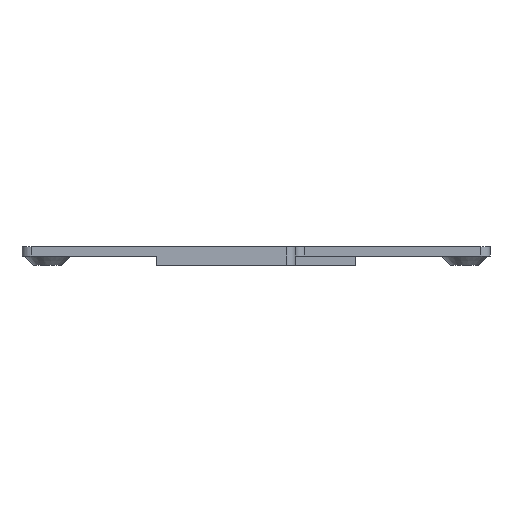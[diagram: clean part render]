
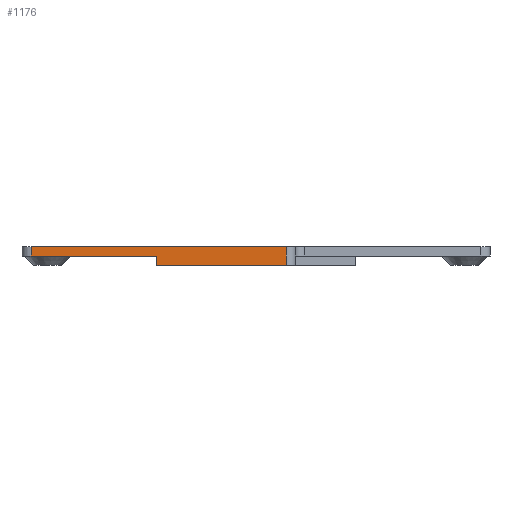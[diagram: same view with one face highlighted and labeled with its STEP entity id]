
A CAD part, front view. The second image highlights one B-rep face of the part: STEP entity #1176.
In plain terms, the highlighted planar face has unit normal (0, -1, 0).
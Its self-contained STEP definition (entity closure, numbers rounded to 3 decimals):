
#14 = AXIS2_PLACEMENT_3D ( 'NONE', #1012, #331, #102 ) ;
#41 = DIRECTION ( 'NONE',  ( 0., 0., -1. ) ) ;
#102 = DIRECTION ( 'NONE',  ( 0., 0., 1. ) ) ;
#164 = LINE ( 'NONE', #1500, #246 ) ;
#191 = CARTESIAN_POINT ( 'NONE',  ( 6.5, -50.487, 4. ) ) ;
#203 = LINE ( 'NONE', #901, #1665 ) ;
#246 = VECTOR ( 'NONE', #827, 1000. ) ;
#299 = ORIENTED_EDGE ( 'NONE', *, *, #450, .T. ) ;
#321 = ORIENTED_EDGE ( 'NONE', *, *, #1307, .T. ) ;
#327 = CARTESIAN_POINT ( 'NONE',  ( -21.513, -50.487, 0. ) ) ;
#329 = CARTESIAN_POINT ( 'NONE',  ( 6.5, -50.487, 0. ) ) ;
#331 = DIRECTION ( 'NONE',  ( 0., 1., 0. ) ) ;
#373 = VERTEX_POINT ( 'NONE', #327 ) ;
#444 = CARTESIAN_POINT ( 'NONE',  ( -48.5, -50.487, 4. ) ) ;
#450 = EDGE_CURVE ( 'NONE', #1472, #1451, #164, .T. ) ;
#465 = PLANE ( 'NONE',  #14 ) ;
#469 = CARTESIAN_POINT ( 'NONE',  ( -48.5, -50.487, 4. ) ) ;
#479 = LINE ( 'NONE', #495, #480 ) ;
#480 = VECTOR ( 'NONE', #1046, 1000. ) ;
#495 = CARTESIAN_POINT ( 'NONE',  ( -48.5, -50.487, 2. ) ) ;
#529 = EDGE_CURVE ( 'NONE', #593, #1451, #479, .T. ) ;
#535 = ORIENTED_EDGE ( 'NONE', *, *, #529, .F. ) ;
#593 = VERTEX_POINT ( 'NONE', #614 ) ;
#606 = DIRECTION ( 'NONE',  ( 1., 0., 0. ) ) ;
#614 = CARTESIAN_POINT ( 'NONE',  ( -21.513, -50.487, 2. ) ) ;
#618 = DIRECTION ( 'NONE',  ( 0., 0., -1. ) ) ;
#666 = VECTOR ( 'NONE', #41, 1000. ) ;
#702 = VERTEX_POINT ( 'NONE', #1459 ) ;
#714 = ORIENTED_EDGE ( 'NONE', *, *, #801, .F. ) ;
#744 = FACE_OUTER_BOUND ( 'NONE', #1625, .T. ) ;
#801 = EDGE_CURVE ( 'NONE', #702, #1464, #1262, .T. ) ;
#827 = DIRECTION ( 'NONE',  ( 0., 0., -1. ) ) ;
#842 = CARTESIAN_POINT ( 'NONE',  ( -48.5, -50.487, 2. ) ) ;
#901 = CARTESIAN_POINT ( 'NONE',  ( -21.513, -50.487, 2. ) ) ;
#904 = EDGE_CURVE ( 'NONE', #1472, #702, #1681, .T. ) ;
#944 = EDGE_CURVE ( 'NONE', #373, #1464, #1645, .T. ) ;
#977 = CARTESIAN_POINT ( 'NONE',  ( -48.5, -50.487, 0. ) ) ;
#1012 = CARTESIAN_POINT ( 'NONE',  ( -48.5, -50.487, 4. ) ) ;
#1046 = DIRECTION ( 'NONE',  ( -1., 0., 0. ) ) ;
#1139 = ORIENTED_EDGE ( 'NONE', *, *, #944, .T. ) ;
#1176 = ADVANCED_FACE ( 'NONE', ( #744 ), #465, .F. ) ;
#1262 = LINE ( 'NONE', #191, #666 ) ;
#1270 = VECTOR ( 'NONE', #1513, 1000. ) ;
#1307 = EDGE_CURVE ( 'NONE', #593, #373, #203, .T. ) ;
#1435 = ORIENTED_EDGE ( 'NONE', *, *, #904, .F. ) ;
#1451 = VERTEX_POINT ( 'NONE', #842 ) ;
#1459 = CARTESIAN_POINT ( 'NONE',  ( 6.5, -50.487, 4. ) ) ;
#1464 = VERTEX_POINT ( 'NONE', #329 ) ;
#1472 = VERTEX_POINT ( 'NONE', #444 ) ;
#1500 = CARTESIAN_POINT ( 'NONE',  ( -48.5, -50.487, 4. ) ) ;
#1513 = DIRECTION ( 'NONE',  ( 1., 0., 0. ) ) ;
#1625 = EDGE_LOOP ( 'NONE', ( #1139, #714, #1435, #299, #535, #321 ) ) ;
#1626 = VECTOR ( 'NONE', #606, 1000. ) ;
#1645 = LINE ( 'NONE', #977, #1626 ) ;
#1665 = VECTOR ( 'NONE', #618, 1000. ) ;
#1681 = LINE ( 'NONE', #469, #1270 ) ;
